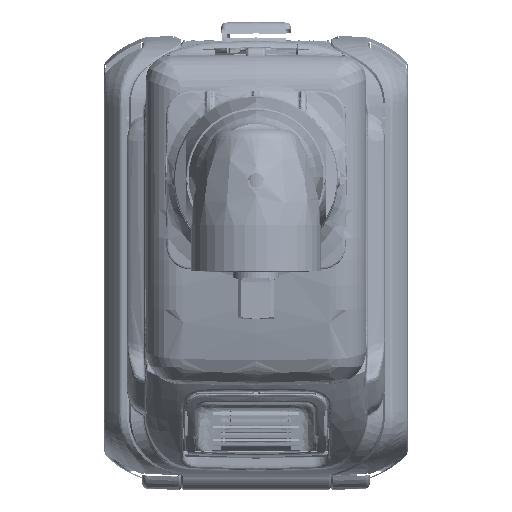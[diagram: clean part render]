
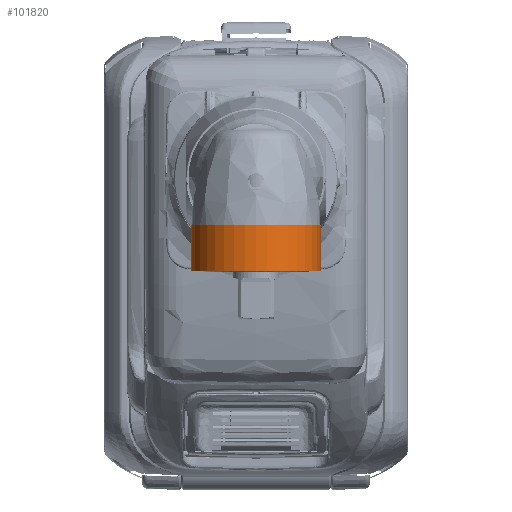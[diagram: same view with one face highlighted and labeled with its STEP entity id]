
A CAD part, top view. The second image highlights one B-rep face of the part: STEP entity #101820.
In plain terms, the highlighted cylindrical face has radius 17.462 mm (diameter 34.925 mm), a partial arc.
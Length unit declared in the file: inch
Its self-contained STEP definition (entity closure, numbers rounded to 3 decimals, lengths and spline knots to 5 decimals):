
#98993=CARTESIAN_POINT('',(0.,-1.0025,10.8225));
#98994=DIRECTION('',(0.,1.,0.));
#98995=DIRECTION('',(-1.,0.,0.));
#98996=AXIS2_PLACEMENT_3D('',#98993,#98994,#98995);
#98998=CARTESIAN_POINT('',(0.,-0.515,10.8225));
#98999=DIRECTION('',(0.,1.,0.));
#99000=DIRECTION('',(-1.,0.,0.));
#99001=AXIS2_PLACEMENT_3D('',#98998,#98999,#99000);
#99008=DIRECTION('',(0.,-1.,0.));
#99009=VECTOR('',#99008,0.4875);
#99010=CARTESIAN_POINT('',(0.6875,-0.515,10.8225));
#99011=LINE('',#99010,#99009);
#99044=DIRECTION('',(0.,-1.,0.));
#99045=VECTOR('',#99044,0.4875);
#99046=CARTESIAN_POINT('',(-0.6875,-0.515,10.8225));
#99047=LINE('',#99046,#99045);
#101227=CARTESIAN_POINT('',(-0.6875,-0.515,10.8225));
#101228=CARTESIAN_POINT('',(0.6875,-0.515,10.8225));
#101229=VERTEX_POINT('',#101227);
#101230=VERTEX_POINT('',#101228);
#101563=CARTESIAN_POINT('',(-0.6875,-1.0025,10.8225));
#101564=CARTESIAN_POINT('',(0.6875,-1.0025,10.8225));
#101565=VERTEX_POINT('',#101563);
#101566=VERTEX_POINT('',#101564);
#101806=CARTESIAN_POINT('',(0.,-1.12,10.8225));
#101807=DIRECTION('',(0.,1.,0.));
#101808=DIRECTION('',(1.,0.,0.));
#101809=AXIS2_PLACEMENT_3D('',#101806,#101807,#101808);
#101810=CYLINDRICAL_SURFACE('',#101809,0.6875);
#101812=ORIENTED_EDGE('',*,*,#101811,.F.);
#101814=ORIENTED_EDGE('',*,*,#101813,.F.);
#101815=ORIENTED_EDGE('',*,*,#101793,.T.);
#101817=ORIENTED_EDGE('',*,*,#101816,.T.);
#101818=EDGE_LOOP('',(#101812,#101814,#101815,#101817));
#101819=FACE_OUTER_BOUND('',#101818,.F.);
#101820=ADVANCED_FACE('',(#101819),#101810,.T.);
#98997=CIRCLE('',#98996,0.6875);
#99002=CIRCLE('',#99001,0.6875);
#101793=EDGE_CURVE('',#101229,#101230,#99002,.T.);
#101811=EDGE_CURVE('',#101565,#101566,#98997,.T.);
#101813=EDGE_CURVE('',#101229,#101565,#99047,.T.);
#101816=EDGE_CURVE('',#101230,#101566,#99011,.T.);
